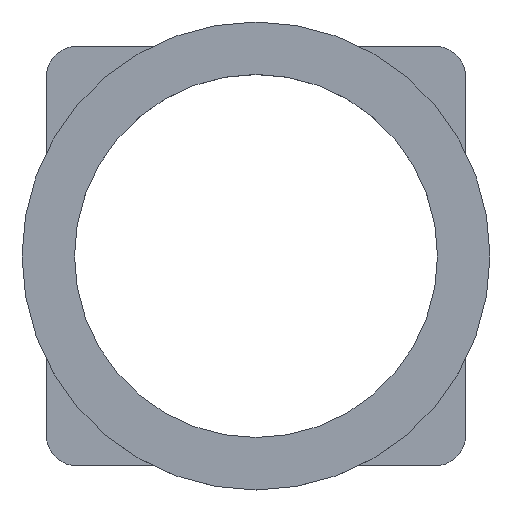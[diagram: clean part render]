
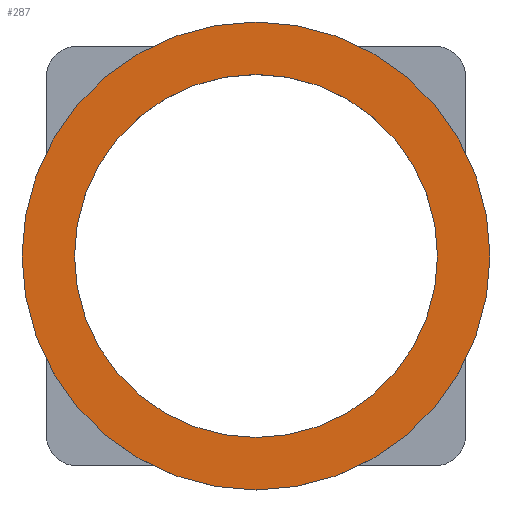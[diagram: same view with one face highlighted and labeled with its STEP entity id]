
A CAD part, top view. The second image highlights one B-rep face of the part: STEP entity #287.
In plain terms, the highlighted planar face has unit normal (0, 0, 1).
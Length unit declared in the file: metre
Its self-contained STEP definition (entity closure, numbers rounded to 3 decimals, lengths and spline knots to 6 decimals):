
#129=ORIENTED_EDGE('',*,*,#165,.F.);
#130=ORIENTED_EDGE('',*,*,#169,.T.);
#165=EDGE_CURVE('',#191,#191,#207,.T.);
#169=EDGE_CURVE('',#194,#194,#211,.T.);
#191=VERTEX_POINT('',#496);
#194=VERTEX_POINT('',#508);
#207=CIRCLE('',#326,0.0173);
#211=CIRCLE('',#335,0.0223);
#232=EDGE_LOOP('',(#129));
#233=EDGE_LOOP('',(#130));
#256=FACE_BOUND('',#232,.T.);
#257=FACE_BOUND('',#233,.T.);
#270=PLANE('',#334);
#287=ADVANCED_FACE('',(#256,#257),#270,.F.);
#326=AXIS2_PLACEMENT_3D('',#495,#407,#408);
#334=AXIS2_PLACEMENT_3D('',#506,#423,#424);
#335=AXIS2_PLACEMENT_3D('',#507,#425,#426);
#407=DIRECTION('',(0.,0.,1.));
#408=DIRECTION('',(0.,-1.,0.));
#423=DIRECTION('',(0.,0.,-1.));
#424=DIRECTION('',(0.,1.,0.));
#425=DIRECTION('',(0.,0.,1.));
#426=DIRECTION('',(0.,-1.,0.));
#495=CARTESIAN_POINT('',(0.,0.013,0.0502));
#496=CARTESIAN_POINT('',(0.,-0.0043,0.0502));
#506=CARTESIAN_POINT('',(0.,-0.0068,0.0502));
#507=CARTESIAN_POINT('',(0.,0.013,0.0502));
#508=CARTESIAN_POINT('',(0.,-0.0093,0.0502));
